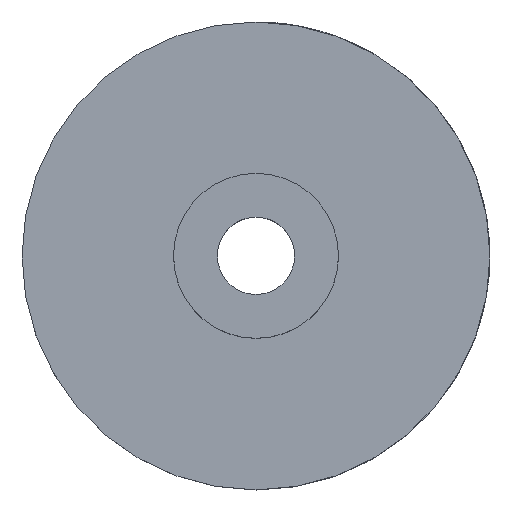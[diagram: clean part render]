
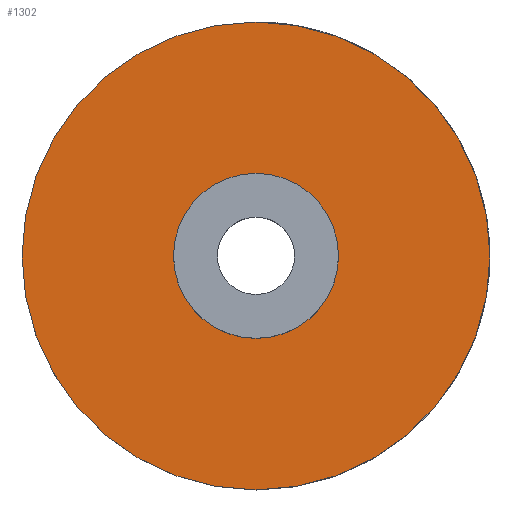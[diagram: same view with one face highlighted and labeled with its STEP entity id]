
A CAD part, top view. The second image highlights one B-rep face of the part: STEP entity #1302.
In plain terms, the highlighted planar face has unit normal (0, 0, 1).
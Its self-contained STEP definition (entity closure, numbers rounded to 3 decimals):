
#713=CARTESIAN_POINT('',(0.,0.,2.4));
#714=DIRECTION('',(0.,0.,1.));
#715=DIRECTION('',(0.,1.,0.));
#716=AXIS2_PLACEMENT_3D('',#713,#714,#715);
#718=CARTESIAN_POINT('',(0.,0.,2.4));
#719=DIRECTION('',(0.,0.,-1.));
#720=DIRECTION('',(0.,1.,0.));
#721=AXIS2_PLACEMENT_3D('',#718,#719,#720);
#723=CARTESIAN_POINT('',(0.,0.,2.4));
#724=DIRECTION('',(0.,0.,-1.));
#725=DIRECTION('',(0.,1.,0.));
#726=AXIS2_PLACEMENT_3D('',#723,#724,#725);
#736=CARTESIAN_POINT('',(0.,0.,2.4));
#737=DIRECTION('',(0.,0.,1.));
#738=DIRECTION('',(0.,1.,0.));
#739=AXIS2_PLACEMENT_3D('',#736,#737,#738);
#760=CARTESIAN_POINT('',(0.,24.255,2.4));
#762=VERTEX_POINT('',#760);
#763=CARTESIAN_POINT('',(0.,8.55,2.4));
#765=VERTEX_POINT('',#763);
#776=CARTESIAN_POINT('',(0.,-24.255,2.4));
#778=VERTEX_POINT('',#776);
#779=CARTESIAN_POINT('',(0.,-8.55,2.4));
#781=VERTEX_POINT('',#779);
#1287=CARTESIAN_POINT('',(0.,0.,2.4));
#1288=DIRECTION('',(0.,0.,-1.));
#1289=DIRECTION('',(0.,-1.,0.));
#1290=AXIS2_PLACEMENT_3D('',#1287,#1288,#1289);
#1291=PLANE('',#1290);
#1292=ORIENTED_EDGE('',*,*,#1280,.F.);
#1293=ORIENTED_EDGE('',*,*,#1169,.T.);
#1294=EDGE_LOOP('',(#1292,#1293));
#1295=FACE_OUTER_BOUND('',#1294,.F.);
#1297=ORIENTED_EDGE('',*,*,#1296,.F.);
#1299=ORIENTED_EDGE('',*,*,#1298,.T.);
#1300=EDGE_LOOP('',(#1297,#1299));
#1301=FACE_BOUND('',#1300,.F.);
#717=CIRCLE('',#716,24.255);
#722=CIRCLE('',#721,24.255);
#727=CIRCLE('',#726,8.55);
#740=CIRCLE('',#739,8.55);
#1169=EDGE_CURVE('',#762,#778,#722,.T.);
#1280=EDGE_CURVE('',#762,#778,#717,.T.);
#1296=EDGE_CURVE('',#765,#781,#727,.T.);
#1298=EDGE_CURVE('',#765,#781,#740,.T.);
#1302=ADVANCED_FACE('',(#1295,#1301),#1291,.F.);
